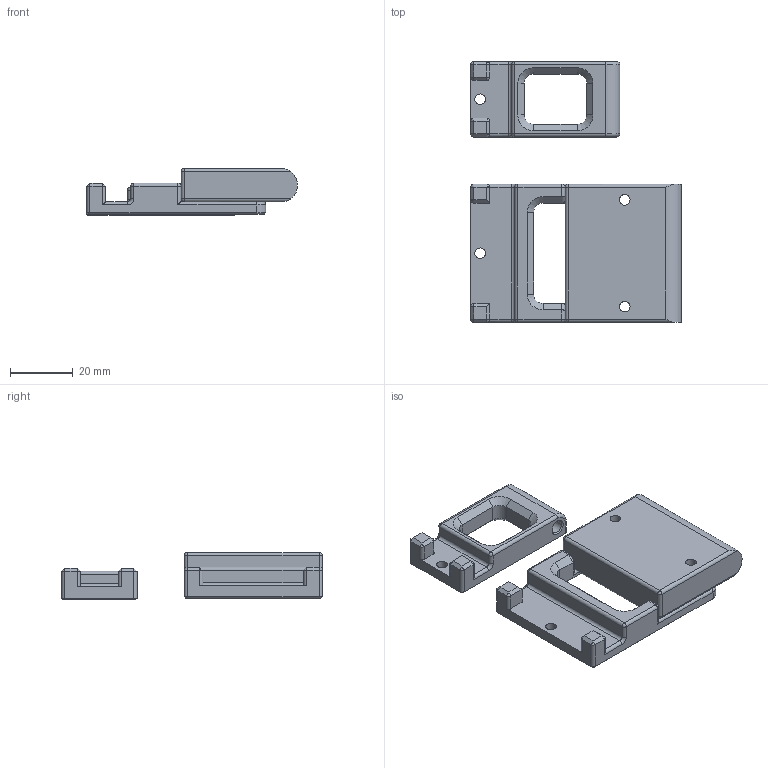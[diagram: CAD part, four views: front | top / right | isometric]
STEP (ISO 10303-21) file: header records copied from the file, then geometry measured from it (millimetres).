
FILE_DESCRIPTION(/* description */ (''),/* implementation_level */ '2;1');
FILE_NAME(/* name */ 'TL Runout Sensor v3.step',/* time_stamp */ '2020-06-30T20:26:21+01:00',/* author */ (''),/* organization */ (''),/* preprocessor_version */ 'ST-DEVELOPER v18.1',/* originating_system */ 'Autodesk Translation Framework v9.3.0.1241',/* authorisation */ '');
FILE_SCHEMA (('AUTOMOTIVE_DESIGN { 1 0 10303 214 3 1 1 }'));
Length unit declared in the file: millimetre
Products named in the file (2): TL Runout Sensor; VORON2 v2.4 Assembly - Final_Bowden Tube Holder
Assembly tree (1 placements, depth 2):
  TL Runout Sensor
    VORON2 v2.4 Assembly - Final_Bowden Tube Holder
Bounding box: 67 x 83 x 14.93 mm (x, y, z)
Volume: 31507.7 mm3; surface area: 14084.7 mm2
Topology: 3 solids, 3 shells, 220 faces, 506 edges, 277 vertices
Faces by surface type: plane 84, cylinder 74, cone 42, torus 10, sphere 10
Full cylindrical faces by diameter (mm): 3.4 x6, 4.2 x1
Entity records: 6056 total; most frequent: DIRECTION 1107, CARTESIAN_POINT 1013, ORIENTED_EDGE 984, EDGE_CURVE 492, AXIS2_PLACEMENT_3D 395, LINE 317, VECTOR 317, VERTEX_POINT 277
